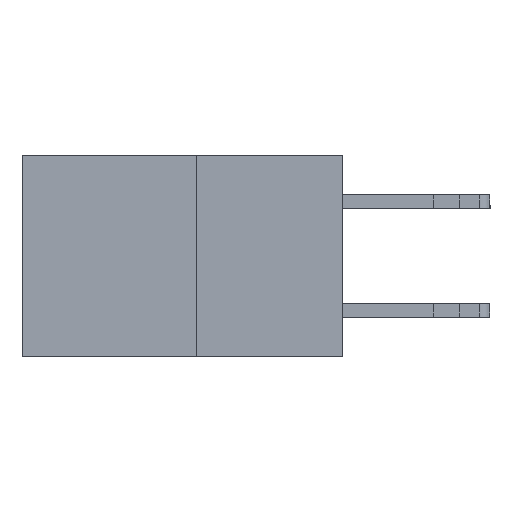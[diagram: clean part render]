
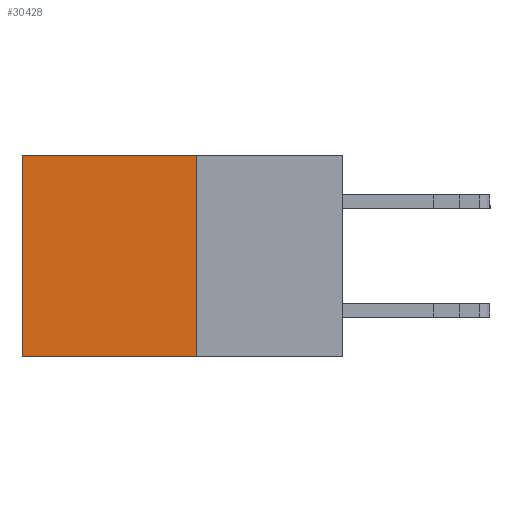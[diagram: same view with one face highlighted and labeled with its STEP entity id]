
A CAD part, left-side view. The second image highlights one B-rep face of the part: STEP entity #30428.
In plain terms, the highlighted planar face has unit normal (-1, 0, 0).
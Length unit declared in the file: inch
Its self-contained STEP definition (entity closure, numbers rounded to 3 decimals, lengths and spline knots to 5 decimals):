
#5768 = CARTESIAN_POINT ( 'NONE',  ( 0.277, 0.27, -0.37 ) ) ;
#7641 = DIRECTION ( 'NONE',  ( 0., 0., -1. ) ) ;
#8413 = DIRECTION ( 'NONE',  ( 0., 1., 0. ) ) ;
#10040 = ORIENTED_EDGE ( 'NONE', *, *, #11497, .T. ) ;
#11188 = VECTOR ( 'NONE', #19026, 39.37008 ) ;
#11299 = AXIS2_PLACEMENT_3D ( 'NONE', #15420, #23376, #7641 ) ;
#11497 = EDGE_CURVE ( 'NONE', #28913, #20298, #23121, .T. ) ;
#11783 = VECTOR ( 'NONE', #8413, 39.37008 ) ;
#12261 = CARTESIAN_POINT ( 'NONE',  ( 0.277, 0.27, -0.37 ) ) ;
#12610 = LINE ( 'NONE', #5768, #11783 ) ;
#13297 = CARTESIAN_POINT ( 'NONE',  ( 0.277, 0.27, 0. ) ) ;
#14139 = ORIENTED_EDGE ( 'NONE', *, *, #33288, .F. ) ;
#15420 = CARTESIAN_POINT ( 'NONE',  ( 0.277, 0.27, -0.37 ) ) ;
#15911 = ORIENTED_EDGE ( 'NONE', *, *, #18130, .T. ) ;
#17746 = CARTESIAN_POINT ( 'NONE',  ( 0.277, 0.27, -0.37 ) ) ;
#18130 = EDGE_CURVE ( 'NONE', #20298, #19902, #25926, .T. ) ;
#19026 = DIRECTION ( 'NONE',  ( 0., 0., -1. ) ) ;
#19902 = VERTEX_POINT ( 'NONE', #29127 ) ;
#20298 = VERTEX_POINT ( 'NONE', #28449 ) ;
#20739 = PLANE ( 'NONE',  #11299 ) ;
#22077 = CARTESIAN_POINT ( 'NONE',  ( 0.277, 0.27, 0. ) ) ;
#23121 = LINE ( 'NONE', #22077, #29144 ) ;
#23376 = DIRECTION ( 'NONE',  ( 1., 0., 0. ) ) ;
#24056 = VERTEX_POINT ( 'NONE', #17746 ) ;
#25040 = EDGE_CURVE ( 'NONE', #24056, #19902, #12610, .T. ) ;
#25434 = FACE_OUTER_BOUND ( 'NONE', #29031, .T. ) ;
#25926 = LINE ( 'NONE', #31898, #11188 ) ;
#27883 = DIRECTION ( 'NONE',  ( 0., 0., -1. ) ) ;
#28449 = CARTESIAN_POINT ( 'NONE',  ( 0.277, 0.59, 0. ) ) ;
#28546 = ORIENTED_EDGE ( 'NONE', *, *, #25040, .F. ) ;
#28913 = VERTEX_POINT ( 'NONE', #13297 ) ;
#29031 = EDGE_LOOP ( 'NONE', ( #15911, #28546, #14139, #10040 ) ) ;
#29127 = CARTESIAN_POINT ( 'NONE',  ( 0.277, 0.59, -0.37 ) ) ;
#29144 = VECTOR ( 'NONE', #32398, 39.37008 ) ;
#30428 = ADVANCED_FACE ( 'NONE', ( #25434 ), #20739, .F. ) ;
#31898 = CARTESIAN_POINT ( 'NONE',  ( 0.277, 0.59, -0.37 ) ) ;
#32398 = DIRECTION ( 'NONE',  ( 0., 1., 0. ) ) ;
#32403 = LINE ( 'NONE', #12261, #33204 ) ;
#33204 = VECTOR ( 'NONE', #27883, 39.37008 ) ;
#33288 = EDGE_CURVE ( 'NONE', #28913, #24056, #32403, .T. ) ;
